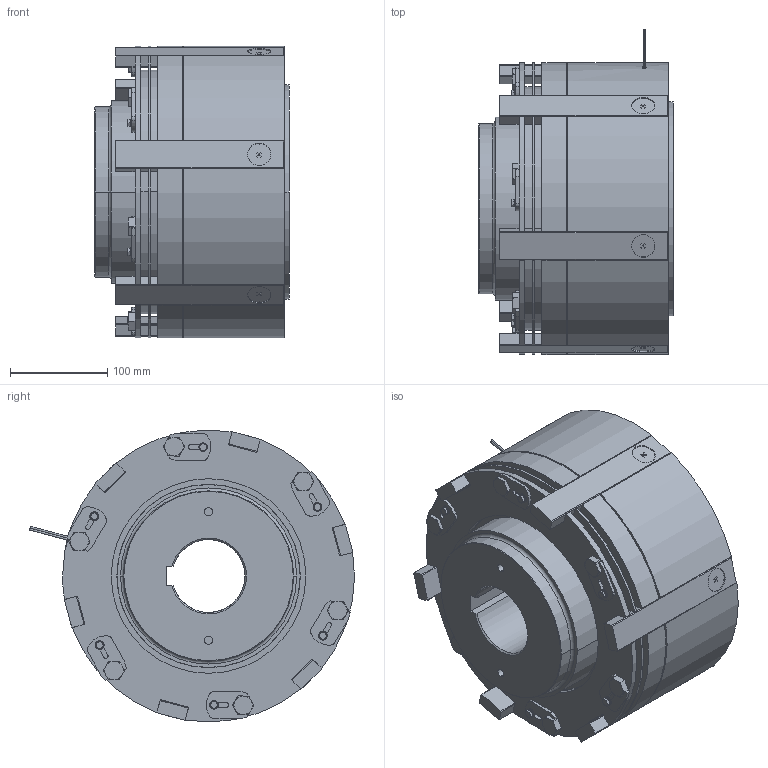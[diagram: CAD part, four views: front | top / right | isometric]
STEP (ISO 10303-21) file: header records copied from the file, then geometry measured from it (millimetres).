
FILE_DESCRIPTION (( 'STEP AP203' ), '1' );
FILE_NAME ('YPP616662.STEP', '2020-12-24T06:35:47', ( '' ), ( '' ), 'SwSTEP 2.0', 'SolidWorks 2016', '' );
FILE_SCHEMA (( 'CONFIG_CONTROL_DESIGN' ));
Length unit declared in the file: millimetre
Products named in the file (1): YPP616662
Bounding box: 200 x 334.04 x 299.99 mm (x, y, z)
Volume: 10650643.9 mm3; surface area: 1150537.8 mm2
Topology: 52 solids, 52 shells, 931 faces, 2358 edges, 1544 vertices
Faces by surface type: plane 516, cylinder 290, torus 82, cone 43
Entity records: 29591 total; most frequent: CARTESIAN_POINT 6771, DIRECTION 4742, ORIENTED_EDGE 4676, EDGE_CURVE 2338, AXIS2_PLACEMENT_3D 1629, VERTEX_POINT 1544, VECTOR 1484, LINE 1484
